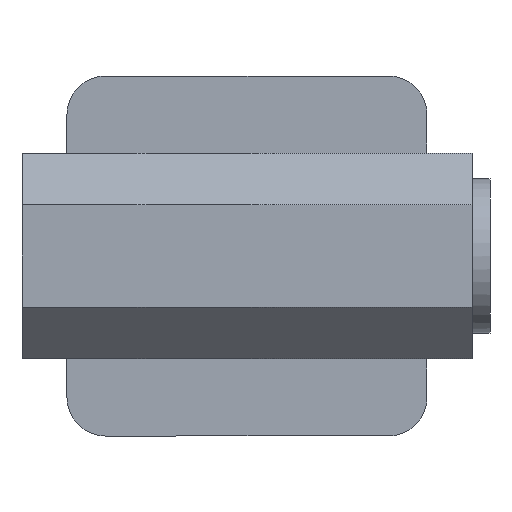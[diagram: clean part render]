
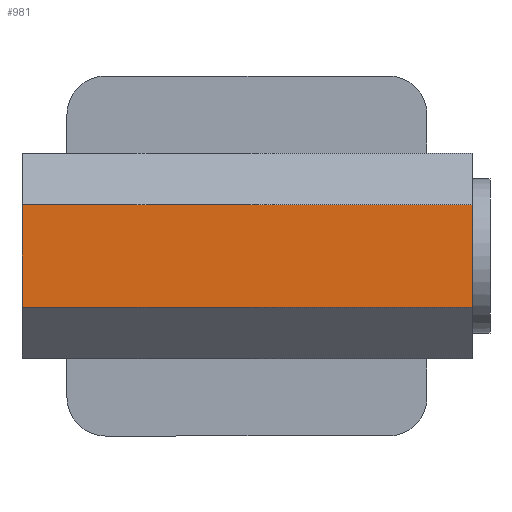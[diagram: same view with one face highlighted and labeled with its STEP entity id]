
A CAD part, front view. The second image highlights one B-rep face of the part: STEP entity #981.
In plain terms, the highlighted planar face has unit normal (0, -1, 0).
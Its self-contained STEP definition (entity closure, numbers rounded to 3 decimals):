
#102 = LINE ( 'NONE', #2168, #1637 ) ;
#380 = ORIENTED_EDGE ( 'NONE', *, *, #2100, .F. ) ;
#486 = LINE ( 'NONE', #630, #1672 ) ;
#495 = DIRECTION ( 'NONE',  ( 0., 0., 1. ) ) ;
#546 = LINE ( 'NONE', #1740, #2049 ) ;
#569 = DIRECTION ( 'NONE',  ( -1., 0., 0. ) ) ;
#574 = VERTEX_POINT ( 'NONE', #1355 ) ;
#603 = EDGE_CURVE ( 'NONE', #1857, #1141, #486, .T. ) ;
#630 = CARTESIAN_POINT ( 'NONE',  ( -35., -49.4, -8. ) ) ;
#856 = ORIENTED_EDGE ( 'NONE', *, *, #603, .T. ) ;
#981 = ADVANCED_FACE ( 'NONE', ( #1899 ), #2062, .F. ) ;
#1010 = AXIS2_PLACEMENT_3D ( 'NONE', #1376, #2074, #495 ) ;
#1141 = VERTEX_POINT ( 'NONE', #2042 ) ;
#1182 = EDGE_CURVE ( 'NONE', #574, #1141, #102, .T. ) ;
#1243 = ORIENTED_EDGE ( 'NONE', *, *, #1182, .F. ) ;
#1285 = VECTOR ( 'NONE', #569, 1000. ) ;
#1287 = ORIENTED_EDGE ( 'NONE', *, *, #1625, .T. ) ;
#1355 = CARTESIAN_POINT ( 'NONE',  ( 35., -49.4, -8. ) ) ;
#1376 = CARTESIAN_POINT ( 'NONE',  ( 35., -49.4, -8. ) ) ;
#1499 = CARTESIAN_POINT ( 'NONE',  ( -35., -49.4, 8. ) ) ;
#1516 = DIRECTION ( 'NONE',  ( -1., 0., 0. ) ) ;
#1543 = DIRECTION ( 'NONE',  ( 0., 0., -1. ) ) ;
#1625 = EDGE_CURVE ( 'NONE', #2108, #1857, #1803, .T. ) ;
#1637 = VECTOR ( 'NONE', #1516, 1000. ) ;
#1672 = VECTOR ( 'NONE', #1543, 1000. ) ;
#1740 = CARTESIAN_POINT ( 'NONE',  ( 35., -49.4, -8. ) ) ;
#1764 = CARTESIAN_POINT ( 'NONE',  ( 35., -49.4, 8. ) ) ;
#1778 = DIRECTION ( 'NONE',  ( 0., 0., -1. ) ) ;
#1803 = LINE ( 'NONE', #2131, #1285 ) ;
#1857 = VERTEX_POINT ( 'NONE', #1499 ) ;
#1899 = FACE_OUTER_BOUND ( 'NONE', #2010, .T. ) ;
#2010 = EDGE_LOOP ( 'NONE', ( #1287, #856, #1243, #380 ) ) ;
#2042 = CARTESIAN_POINT ( 'NONE',  ( -35., -49.4, -8. ) ) ;
#2049 = VECTOR ( 'NONE', #1778, 1000. ) ;
#2062 = PLANE ( 'NONE',  #1010 ) ;
#2074 = DIRECTION ( 'NONE',  ( 0., 1., 0. ) ) ;
#2100 = EDGE_CURVE ( 'NONE', #2108, #574, #546, .T. ) ;
#2108 = VERTEX_POINT ( 'NONE', #1764 ) ;
#2131 = CARTESIAN_POINT ( 'NONE',  ( 35., -49.4, 8. ) ) ;
#2168 = CARTESIAN_POINT ( 'NONE',  ( 35., -49.4, -8. ) ) ;
